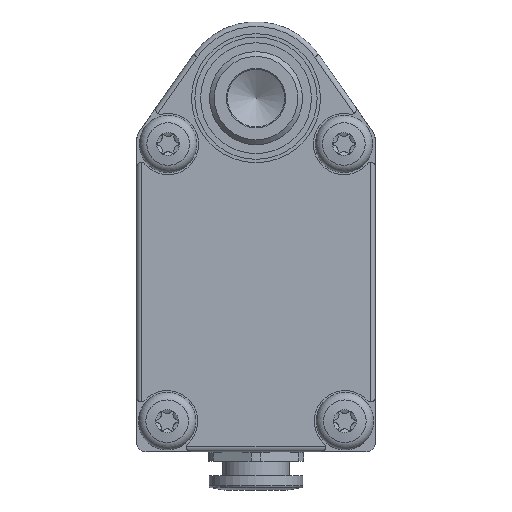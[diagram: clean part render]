
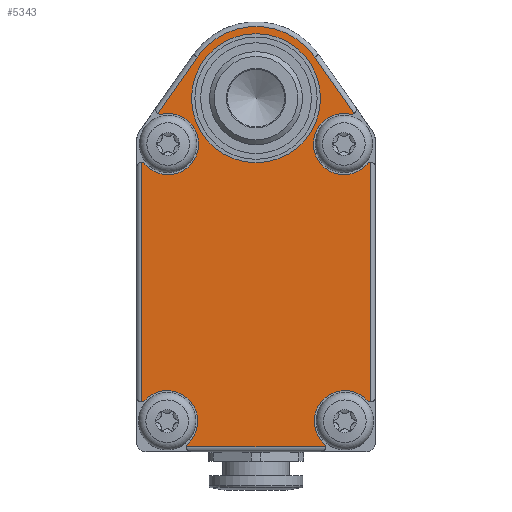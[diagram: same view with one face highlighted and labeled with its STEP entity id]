
A CAD part, front view. The second image highlights one B-rep face of the part: STEP entity #5343.
In plain terms, the highlighted planar face has unit normal (0, -1, 0).
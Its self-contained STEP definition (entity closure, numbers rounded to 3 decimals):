
#58=PLANE('',#5651);
#156=LINE('',#7877,#356);
#157=LINE('',#7886,#357);
#158=LINE('',#7894,#358);
#159=LINE('',#7902,#359);
#160=LINE('',#7906,#360);
#356=VECTOR('',#6279,1000.);
#357=VECTOR('',#6286,1000.);
#358=VECTOR('',#6293,1000.);
#359=VECTOR('',#6300,1000.);
#360=VECTOR('',#6303,1000.);
#700=CIRCLE('',#5652,6.75);
#701=CIRCLE('',#5653,0.5);
#702=CIRCLE('',#5654,3.2);
#703=CIRCLE('',#5655,0.5);
#704=CIRCLE('',#5656,0.5);
#705=CIRCLE('',#5657,3.2);
#706=CIRCLE('',#5658,0.5);
#707=CIRCLE('',#5659,0.5);
#708=CIRCLE('',#5660,3.2);
#709=CIRCLE('',#5661,0.5);
#710=CIRCLE('',#5662,7.5);
#711=CIRCLE('',#5663,0.5);
#712=CIRCLE('',#5664,3.2);
#713=CIRCLE('',#5665,0.5);
#1079=ORIENTED_EDGE('',*,*,#2169,.F.);
#1080=ORIENTED_EDGE('',*,*,#2170,.F.);
#1081=ORIENTED_EDGE('',*,*,#2171,.T.);
#1082=ORIENTED_EDGE('',*,*,#2172,.F.);
#1083=ORIENTED_EDGE('',*,*,#2173,.T.);
#1084=ORIENTED_EDGE('',*,*,#2174,.F.);
#1085=ORIENTED_EDGE('',*,*,#2175,.T.);
#1086=ORIENTED_EDGE('',*,*,#2176,.F.);
#1087=ORIENTED_EDGE('',*,*,#2177,.T.);
#1088=ORIENTED_EDGE('',*,*,#2178,.T.);
#1089=ORIENTED_EDGE('',*,*,#2179,.T.);
#1090=ORIENTED_EDGE('',*,*,#2180,.F.);
#1091=ORIENTED_EDGE('',*,*,#2181,.T.);
#1092=ORIENTED_EDGE('',*,*,#2182,.F.);
#1093=ORIENTED_EDGE('',*,*,#2183,.F.);
#1094=ORIENTED_EDGE('',*,*,#2184,.T.);
#1095=ORIENTED_EDGE('',*,*,#2185,.T.);
#1096=ORIENTED_EDGE('',*,*,#2186,.F.);
#1097=ORIENTED_EDGE('',*,*,#2187,.T.);
#2169=EDGE_CURVE('',#2680,#2680,#700,.F.);
#2170=EDGE_CURVE('',#2681,#2682,#156,.T.);
#2171=EDGE_CURVE('',#2681,#2683,#701,.F.);
#2172=EDGE_CURVE('',#2684,#2683,#702,.F.);
#2173=EDGE_CURVE('',#2684,#2685,#703,.F.);
#2174=EDGE_CURVE('',#2686,#2685,#157,.T.);
#2175=EDGE_CURVE('',#2686,#2687,#704,.F.);
#2176=EDGE_CURVE('',#2688,#2687,#705,.F.);
#2177=EDGE_CURVE('',#2688,#2689,#706,.F.);
#2178=EDGE_CURVE('',#2689,#2690,#158,.T.);
#2179=EDGE_CURVE('',#2690,#2691,#707,.F.);
#2180=EDGE_CURVE('',#2692,#2691,#708,.F.);
#2181=EDGE_CURVE('',#2692,#2693,#709,.F.);
#2182=EDGE_CURVE('',#2694,#2693,#159,.T.);
#2183=EDGE_CURVE('',#2695,#2694,#710,.T.);
#2184=EDGE_CURVE('',#2695,#2696,#160,.T.);
#2185=EDGE_CURVE('',#2696,#2697,#711,.F.);
#2186=EDGE_CURVE('',#2698,#2697,#712,.F.);
#2187=EDGE_CURVE('',#2698,#2682,#713,.F.);
#2680=VERTEX_POINT('',#7876);
#2681=VERTEX_POINT('',#7878);
#2682=VERTEX_POINT('',#7879);
#2683=VERTEX_POINT('',#7881);
#2684=VERTEX_POINT('',#7883);
#2685=VERTEX_POINT('',#7885);
#2686=VERTEX_POINT('',#7887);
#2687=VERTEX_POINT('',#7889);
#2688=VERTEX_POINT('',#7891);
#2689=VERTEX_POINT('',#7893);
#2690=VERTEX_POINT('',#7895);
#2691=VERTEX_POINT('',#7897);
#2692=VERTEX_POINT('',#7899);
#2693=VERTEX_POINT('',#7901);
#2694=VERTEX_POINT('',#7903);
#2695=VERTEX_POINT('',#7905);
#2696=VERTEX_POINT('',#7907);
#2697=VERTEX_POINT('',#7909);
#2698=VERTEX_POINT('',#7911);
#3060=EDGE_LOOP('',(#1079));
#3061=EDGE_LOOP('',(#1080,#1081,#1082,#1083,#1084,#1085,#1086,#1087,#1088,
#1089,#1090,#1091,#1092,#1093,#1094,#1095,#1096,#1097));
#3345=FACE_BOUND('',#3060,.T.);
#3346=FACE_BOUND('',#3061,.T.);
#5343=ADVANCED_FACE('',(#3345,#3346),#58,.F.);
#5651=AXIS2_PLACEMENT_3D('',#7874,#6275,#6276);
#5652=AXIS2_PLACEMENT_3D('',#7875,#6277,#6278);
#5653=AXIS2_PLACEMENT_3D('',#7880,#6280,#6281);
#5654=AXIS2_PLACEMENT_3D('',#7882,#6282,#6283);
#5655=AXIS2_PLACEMENT_3D('',#7884,#6284,#6285);
#5656=AXIS2_PLACEMENT_3D('',#7888,#6287,#6288);
#5657=AXIS2_PLACEMENT_3D('',#7890,#6289,#6290);
#5658=AXIS2_PLACEMENT_3D('',#7892,#6291,#6292);
#5659=AXIS2_PLACEMENT_3D('',#7896,#6294,#6295);
#5660=AXIS2_PLACEMENT_3D('',#7898,#6296,#6297);
#5661=AXIS2_PLACEMENT_3D('',#7900,#6298,#6299);
#5662=AXIS2_PLACEMENT_3D('',#7904,#6301,#6302);
#5663=AXIS2_PLACEMENT_3D('',#7908,#6304,#6305);
#5664=AXIS2_PLACEMENT_3D('',#7910,#6306,#6307);
#5665=AXIS2_PLACEMENT_3D('',#7912,#6308,#6309);
#6275=DIRECTION('',(0.,1.,0.));
#6276=DIRECTION('',(0.,0.,1.));
#6277=DIRECTION('',(0.,1.,0.));
#6278=DIRECTION('',(0.,0.,1.));
#6279=DIRECTION('',(0.,0.,1.));
#6280=DIRECTION('',(0.,1.,0.));
#6281=DIRECTION('',(0.,0.,1.));
#6282=DIRECTION('',(0.,1.,0.));
#6283=DIRECTION('',(0.,0.,1.));
#6284=DIRECTION('',(0.,1.,0.));
#6285=DIRECTION('',(0.,0.,1.));
#6286=DIRECTION('',(-1.,0.,0.));
#6287=DIRECTION('',(0.,1.,0.));
#6288=DIRECTION('',(0.,0.,1.));
#6289=DIRECTION('',(0.,1.,0.));
#6290=DIRECTION('',(0.,0.,1.));
#6291=DIRECTION('',(0.,1.,0.));
#6292=DIRECTION('',(0.,0.,1.));
#6293=DIRECTION('',(0.,0.,1.));
#6294=DIRECTION('',(0.,1.,0.));
#6295=DIRECTION('',(0.,0.,1.));
#6296=DIRECTION('',(0.,1.,0.));
#6297=DIRECTION('',(0.,0.,1.));
#6298=DIRECTION('',(0.,1.,0.));
#6299=DIRECTION('',(0.,0.,1.));
#6300=DIRECTION('',(0.574,0.,-0.819));
#6301=DIRECTION('',(0.,1.,0.));
#6302=DIRECTION('',(0.,0.,1.));
#6303=DIRECTION('',(-0.574,0.,-0.819));
#6304=DIRECTION('',(0.,1.,0.));
#6305=DIRECTION('',(0.,0.,1.));
#6306=DIRECTION('',(0.,1.,0.));
#6307=DIRECTION('',(0.,0.,1.));
#6308=DIRECTION('',(0.,1.,0.));
#6309=DIRECTION('',(0.,0.,1.));
#7874=CARTESIAN_POINT('',(-11.5,-10.25,-36.));
#7875=CARTESIAN_POINT('',(0.,-10.25,0.));
#7876=CARTESIAN_POINT('',(0.,-10.25,6.75));
#7877=CARTESIAN_POINT('',(-12.,-10.25,-40.));
#7878=CARTESIAN_POINT('',(-12.,-10.25,-31.77));
#7879=CARTESIAN_POINT('',(-12.,-10.25,-6.719));
#7880=CARTESIAN_POINT('',(-12.,-10.25,-31.27));
#7881=CARTESIAN_POINT('',(-11.635,-10.25,-31.612));
#7882=CARTESIAN_POINT('',(-9.3,-10.25,-33.8));
#7883=CARTESIAN_POINT('',(-7.112,-10.25,-36.135));
#7884=CARTESIAN_POINT('',(-6.77,-10.25,-36.5));
#7885=CARTESIAN_POINT('',(-7.27,-10.25,-36.5));
#7886=CARTESIAN_POINT('',(20.,-10.25,-36.5));
#7887=CARTESIAN_POINT('',(7.27,-10.25,-36.5));
#7888=CARTESIAN_POINT('',(6.77,-10.25,-36.5));
#7889=CARTESIAN_POINT('',(7.112,-10.25,-36.135));
#7890=CARTESIAN_POINT('',(9.3,-10.25,-33.8));
#7891=CARTESIAN_POINT('',(11.635,-10.25,-31.612));
#7892=CARTESIAN_POINT('',(12.,-10.25,-31.27));
#7893=CARTESIAN_POINT('',(12.,-10.25,-31.77));
#7894=CARTESIAN_POINT('',(12.,-10.25,-40.));
#7895=CARTESIAN_POINT('',(12.,-10.25,-6.719));
#7896=CARTESIAN_POINT('',(12.,-10.25,-7.219));
#7897=CARTESIAN_POINT('',(11.622,-10.25,-6.892));
#7898=CARTESIAN_POINT('',(9.2,-10.25,-4.8));
#7899=CARTESIAN_POINT('',(9.879,-10.25,-1.673));
#7900=CARTESIAN_POINT('',(9.985,-10.25,-1.184));
#7901=CARTESIAN_POINT('',(10.272,-10.25,-1.594));
#7902=CARTESIAN_POINT('',(-5.328,-10.25,20.685));
#7903=CARTESIAN_POINT('',(6.144,-10.25,4.302));
#7904=CARTESIAN_POINT('',(0.,-10.25,0.));
#7905=CARTESIAN_POINT('',(-6.144,-10.25,4.302));
#7906=CARTESIAN_POINT('',(5.328,-10.25,20.685));
#7907=CARTESIAN_POINT('',(-10.272,-10.25,-1.594));
#7908=CARTESIAN_POINT('',(-9.985,-10.25,-1.184));
#7909=CARTESIAN_POINT('',(-9.879,-10.25,-1.673));
#7910=CARTESIAN_POINT('',(-9.2,-10.25,-4.8));
#7911=CARTESIAN_POINT('',(-11.622,-10.25,-6.892));
#7912=CARTESIAN_POINT('',(-12.,-10.25,-7.219));
